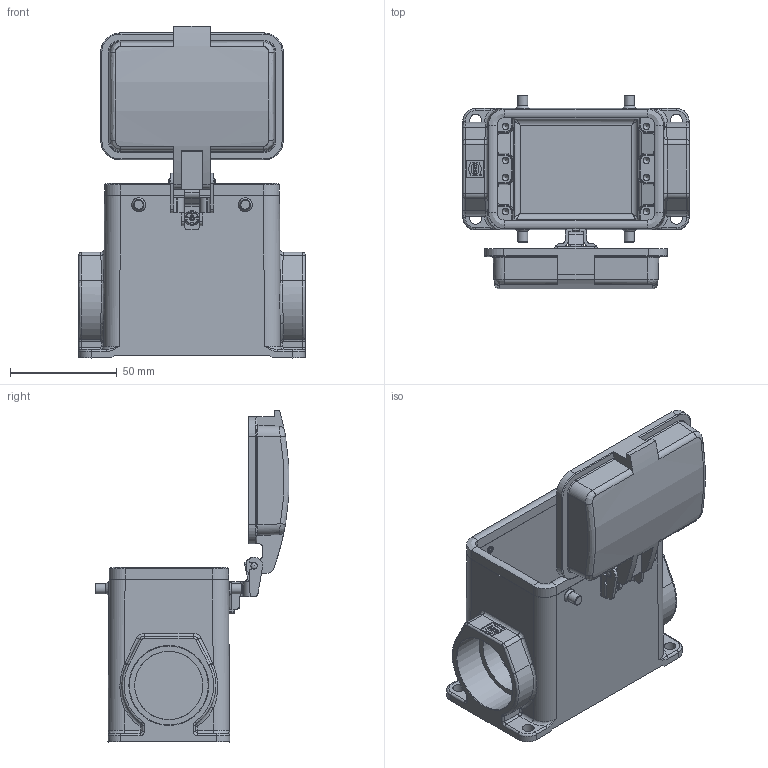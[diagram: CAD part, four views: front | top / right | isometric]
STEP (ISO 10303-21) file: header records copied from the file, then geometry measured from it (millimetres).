
FILE_DESCRIPTION(/* description */ (''),/* implementation_level */ '2;1');
FILE_NAME(/* name */ '100767054ugm000_a.stp',/* time_stamp */ '2018-03-06T13:29:49+01:00',/* author */ (''),/* organization */ (''),/* preprocessor_version */ 'ST-DEVELOPER v16',/* originating_system */ 'SIEMENS PLM Software NX 10.0',/* authorisation */ '');
FILE_SCHEMA (('AUTOMOTIVE_DESIGN { 1 0 10303 214 3 1 1 1 }'));
Length unit declared in the file: millimetre
Products named in the file (1): 100767054ugm000_a
Bounding box: 106 x 90.79 x 155.58 mm (x, y, z)
Volume: 157417 mm3; surface area: 79536.7 mm2
Topology: 2 solids, 2 shells, 743 faces, 1904 edges, 1208 vertices
Faces by surface type: plane 334, cylinder 228, bspline 138, cone 38, torus 3, sphere 2
Full cylindrical faces by diameter (mm): 0.378 x1, 0.583 x1, 2 x4, 2.95 x4, 3 x10, 3.69 x4, 4.8 x4, 6 x1, 6.5 x4, 7 x1, 8 x1, 31.5 x1, 32 x1, 35.48 x1, 37 x1
Entity records: 32092 total; most frequent: CARTESIAN_POINT 10172, ORIENTED_EDGE 3592, DIRECTION 3147, EDGE_CURVE 1796, VERTEX_POINT 1178, AXIS2_PLACEMENT_3D 1082, LINE 983, VECTOR 983
